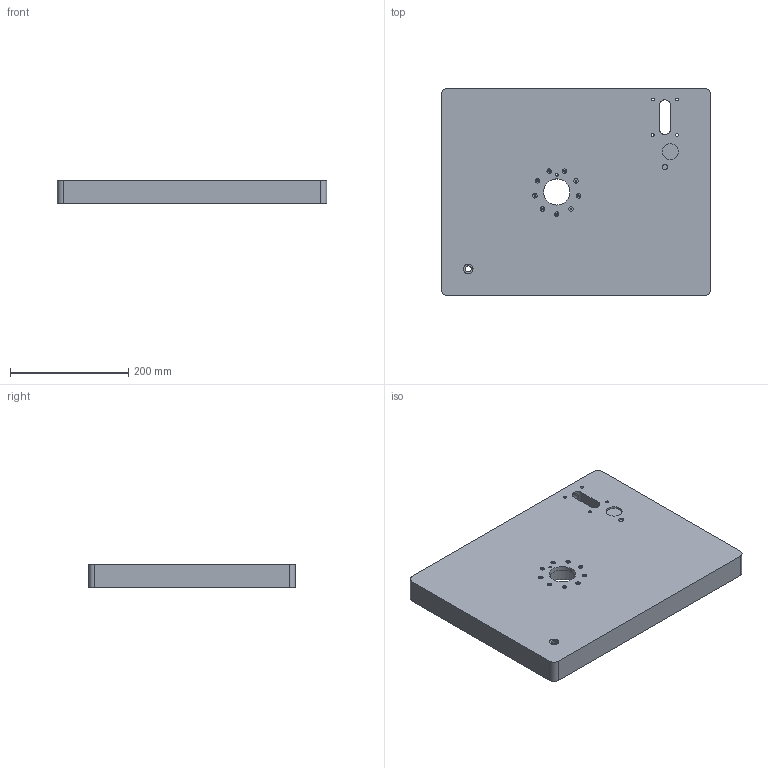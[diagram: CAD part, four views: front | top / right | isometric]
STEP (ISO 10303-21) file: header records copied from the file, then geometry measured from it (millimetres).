
FILE_DESCRIPTION(/* description */ (''),/* implementation_level */ '2;1');
FILE_NAME(/* name */ 'base.step',/* time_stamp */ '2025-10-11T23:55:13+08:00',/* author */ (''),/* organization */ (''),/* preprocessor_version */ 'ST-DEVELOPER v20.1',/* originating_system */ 'Autodesk Translation Framework v14.17.0.0',/* authorisation */ '');
FILE_SCHEMA (('AUTOMOTIVE_DESIGN { 1 0 10303 214 3 1 1 }'));
Length unit declared in the file: millimetre
Products named in the file (1): base
Bounding box: 454.93 x 350 x 40 mm (x, y, z)
Volume: 5956392.4 mm3; surface area: 413004.4 mm2
Topology: 1 solids, 1 shells, 141 faces, 340 edges, 225 vertices
Faces by surface type: cylinder 73, plane 64, cone 4
Full cylindrical faces by diameter (mm): 3 x9, 3.332 x4, 4.2 x2, 4.4 x1, 5 x4, 7.5 x9, 9 x5, 10 x2, 10.2 x1, 16 x3, 16.2 x4, 27 x1, 30 x1, 44.2 x1, 82 x1
Entity records: 4333 total; most frequent: CARTESIAN_POINT 785, DIRECTION 767, ORIENTED_EDGE 672, EDGE_CURVE 336, AXIS2_PLACEMENT_3D 291, VERTEX_POINT 225, EDGE_LOOP 207, LINE 185
